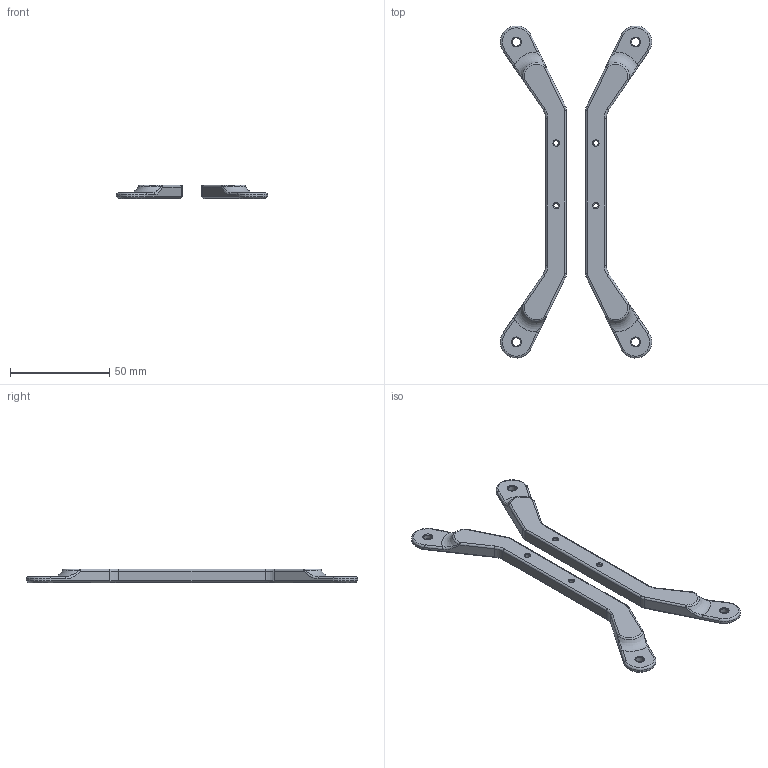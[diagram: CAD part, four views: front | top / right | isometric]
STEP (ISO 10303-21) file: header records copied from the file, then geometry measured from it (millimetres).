
FILE_DESCRIPTION(/* description */ (''),/* implementation_level */ '2;1');
FILE_NAME(/* name */ 'LRS_Mount.step',/* time_stamp */ '2024-01-10T11:22:19-06:00',/* author */ (''),/* organization */ (''),/* preprocessor_version */ 'ST-DEVELOPER v20',/* originating_system */ 'Autodesk Translation Framework v12.14.0.127',/* authorisation */ '');
FILE_SCHEMA (('AUTOMOTIVE_DESIGN { 1 0 10303 214 3 1 1 }'));
Length unit declared in the file: millimetre
Products named in the file (2): (Unsaved); Component1
Assembly tree (1 placements, depth 2):
  (Unsaved)
    Component1
Bounding box: 76.15 x 167.15 x 7 mm (x, y, z)
Volume: 23880.7 mm3; surface area: 12525.6 mm2
Topology: 2 solids, 2 shells, 328 faces, 838 edges, 522 vertices
Faces by surface type: plane 126, bspline 106, cylinder 44, cone 24, torus 20, sphere 8
Full cylindrical faces by diameter (mm): 2.4 x4, 4.2 x4, 4.8 x4
Entity records: 11484 total; most frequent: CARTESIAN_POINT 4089, ORIENTED_EDGE 1676, DIRECTION 1258, EDGE_CURVE 838, VERTEX_POINT 522, LINE 444, VECTOR 444, AXIS2_PLACEMENT_3D 407
